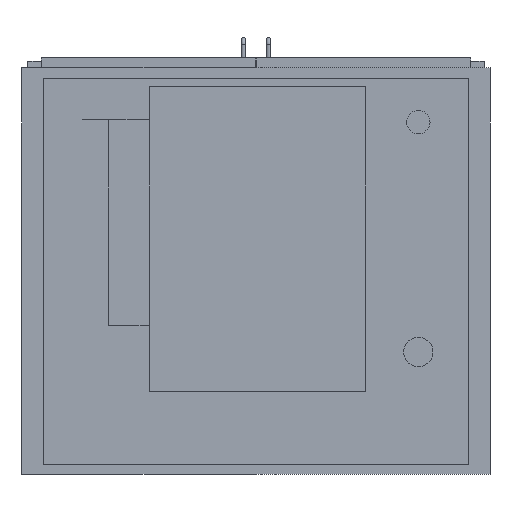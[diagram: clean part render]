
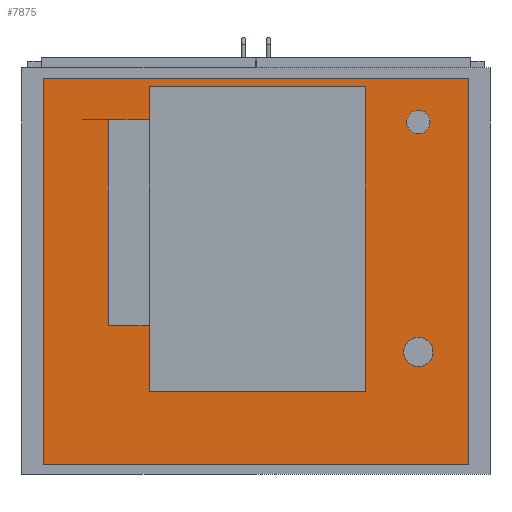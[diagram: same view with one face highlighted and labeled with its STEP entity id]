
A CAD part, front view. The second image highlights one B-rep face of the part: STEP entity #7875.
In plain terms, the highlighted planar face has unit normal (0, -1, 0).
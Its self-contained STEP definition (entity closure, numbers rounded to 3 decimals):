
#83=FACE_BOUND('',#911,.T.);
#84=FACE_BOUND('',#912,.T.);
#103=CIRCLE('',#8413,20.);
#105=CIRCLE('',#8417,25.);
#419=FACE_OUTER_BOUND('',#910,.T.);
#910=EDGE_LOOP('',(#5335,#5336,#5337,#5338));
#911=EDGE_LOOP('',(#5339));
#912=EDGE_LOOP('',(#5340));
#1450=LINE('',#11478,#2412);
#1452=LINE('',#11482,#2414);
#1454=LINE('',#11486,#2416);
#1456=LINE('',#11489,#2418);
#2412=VECTOR('',#9189,10.);
#2414=VECTOR('',#9193,10.);
#2416=VECTOR('',#9197,10.);
#2418=VECTOR('',#9201,10.);
#3332=VERTEX_POINT('',#11404);
#3334=VERTEX_POINT('',#11411);
#3355=VERTEX_POINT('',#11475);
#3356=VERTEX_POINT('',#11477);
#3357=VERTEX_POINT('',#11481);
#3358=VERTEX_POINT('',#11485);
#4093=EDGE_CURVE('',#3332,#3332,#103,.T.);
#4096=EDGE_CURVE('',#3334,#3334,#105,.T.);
#4126=EDGE_CURVE('',#3356,#3355,#1450,.T.);
#4128=EDGE_CURVE('',#3357,#3356,#1452,.T.);
#4130=EDGE_CURVE('',#3358,#3357,#1454,.T.);
#4132=EDGE_CURVE('',#3355,#3358,#1456,.T.);
#5335=ORIENTED_EDGE('',*,*,#4132,.T.);
#5336=ORIENTED_EDGE('',*,*,#4130,.T.);
#5337=ORIENTED_EDGE('',*,*,#4128,.T.);
#5338=ORIENTED_EDGE('',*,*,#4126,.T.);
#5339=ORIENTED_EDGE('',*,*,#4093,.T.);
#5340=ORIENTED_EDGE('',*,*,#4096,.T.);
#7476=PLANE('',#8434);
#7875=ADVANCED_FACE('',(#419,#83,#84),#7476,.T.);
#8413=AXIS2_PLACEMENT_3D('',#11406,#9123,#9124);
#8417=AXIS2_PLACEMENT_3D('',#11413,#9132,#9133);
#8434=AXIS2_PLACEMENT_3D('',#11490,#9202,#9203);
#9123=DIRECTION('center_axis',(0.,1.,0.));
#9124=DIRECTION('ref_axis',(1.,0.,0.));
#9132=DIRECTION('center_axis',(0.,1.,0.));
#9133=DIRECTION('ref_axis',(1.,0.,0.));
#9189=DIRECTION('',(-1.,0.,0.));
#9193=DIRECTION('',(0.,0.,1.));
#9197=DIRECTION('',(1.,0.,0.));
#9201=DIRECTION('',(0.,0.,-1.));
#9202=DIRECTION('center_axis',(0.,-1.,0.));
#9203=DIRECTION('ref_axis',(0.,0.,-1.));
#11404=CARTESIAN_POINT('',(257.5,-370.,255.));
#11406=CARTESIAN_POINT('Origin',(277.5,-370.,255.));
#11411=CARTESIAN_POINT('',(252.5,-370.,-138.));
#11413=CARTESIAN_POINT('Origin',(277.5,-370.,-138.));
#11475=CARTESIAN_POINT('',(-362.5,-370.,330.));
#11477=CARTESIAN_POINT('',(362.5,-370.,330.));
#11478=CARTESIAN_POINT('',(-362.5,-370.,330.));
#11481=CARTESIAN_POINT('',(362.5,-370.,-330.));
#11482=CARTESIAN_POINT('',(362.5,-370.,330.));
#11485=CARTESIAN_POINT('',(-362.5,-370.,-330.));
#11486=CARTESIAN_POINT('',(362.5,-370.,-330.));
#11489=CARTESIAN_POINT('',(-362.5,-370.,-330.));
#11490=CARTESIAN_POINT('Origin',(0.,-370.,0.));
